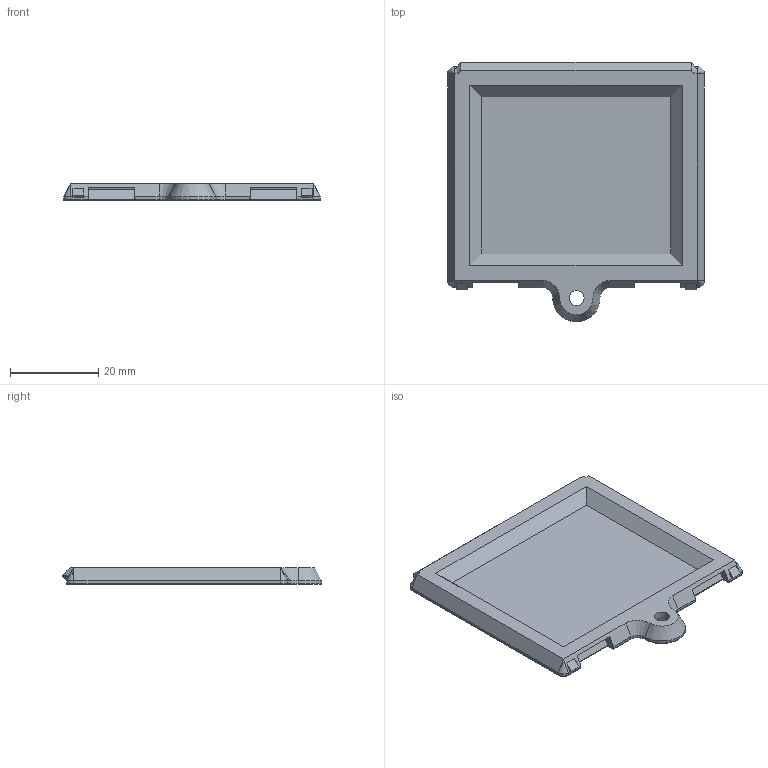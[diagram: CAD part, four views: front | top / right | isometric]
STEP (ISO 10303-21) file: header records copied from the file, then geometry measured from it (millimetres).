
FILE_DESCRIPTION(/* description */ (''),/* implementation_level */ '2;1');
FILE_NAME(/* name */ 'Stealthmax-S-Latch.step',/* time_stamp */ '2024-06-27T16:22:13-05:00',/* author */ (''),/* organization */ (''),/* preprocessor_version */ 'ST-DEVELOPER v20',/* originating_system */ 'Autodesk Translation Framework v13.14.0.145',/* authorisation */ '');
FILE_SCHEMA (('AUTOMOTIVE_DESIGN { 1 0 10303 214 3 1 1 }'));
Length unit declared in the file: millimetre
Products named in the file (1): Latch
Bounding box: 58.2 x 58.8 x 3.8 mm (x, y, z)
Volume: 6298.8 mm3; surface area: 7101.2 mm2
Topology: 1 solids, 1 shells, 213 faces, 555 edges, 355 vertices
Faces by surface type: plane 137, bspline 30, cylinder 29, torus 8, cone 7, sphere 2
Full cylindrical faces by diameter (mm): 3.4 x1, 6 x1
Entity records: 7007 total; most frequent: CARTESIAN_POINT 1930, ORIENTED_EDGE 1102, DIRECTION 929, EDGE_CURVE 551, LINE 405, VECTOR 405, VERTEX_POINT 355, AXIS2_PLACEMENT_3D 262
